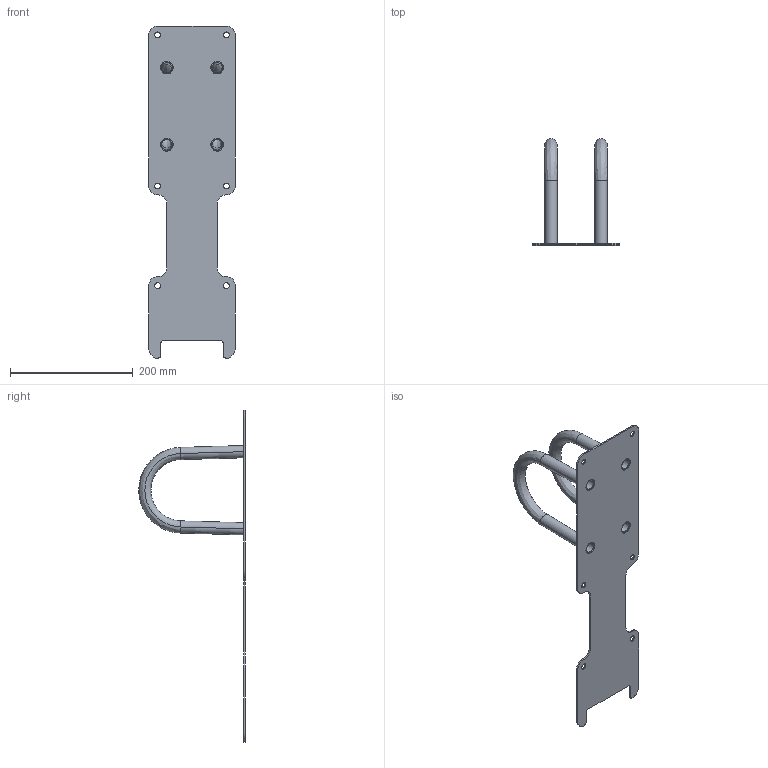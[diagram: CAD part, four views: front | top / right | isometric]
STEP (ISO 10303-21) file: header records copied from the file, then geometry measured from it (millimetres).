
FILE_DESCRIPTION (( 'STEP AP214' ), '1' );
FILE_NAME ('38ASM12_locking_gate_DUMMY.STEP', '2018-11-07T18:25:22', ( '' ), ( '' ), 'SwSTEP 2.0', 'SolidWorks 2018', '' );
FILE_SCHEMA (( 'AUTOMOTIVE_DESIGN' ));
Length unit declared in the file: millimetre
Products named in the file (3): 38ASM12_locking_gate_DUMMY; 38PRK122; 38PRK121
Assembly tree (3 placements, depth 2):
  38ASM12_locking_gate_DUMMY
    38PRK121
    38PRK122  x2
Bounding box: 141 x 174 x 542 mm (x, y, z)
Volume: 228167.9 mm3; surface area: 224317.8 mm2
Topology: 3 solids, 3 shells, 86 faces, 224 edges, 144 vertices
Faces by surface type: cylinder 38, plane 24, bspline 24
Entity records: 2542 total; most frequent: CARTESIAN_POINT 518, DIRECTION 424, ORIENTED_EDGE 392, EDGE_CURVE 196, AXIS2_PLACEMENT_3D 162, VERTEX_POINT 128, VECTOR 100, LINE 100
